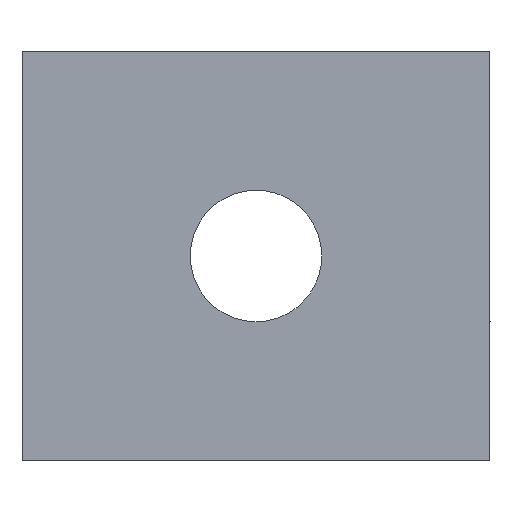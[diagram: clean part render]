
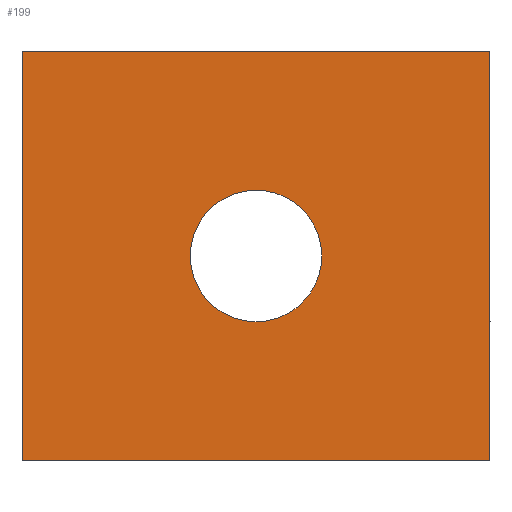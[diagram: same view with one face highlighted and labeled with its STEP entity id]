
A CAD part, left-side view. The second image highlights one B-rep face of the part: STEP entity #199.
In plain terms, the highlighted planar face has unit normal (-1, 0, 0).
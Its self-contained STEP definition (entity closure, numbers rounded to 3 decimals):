
#146=AXIS2_PLACEMENT_3D('Circle Axis2P3D',#144,#145,$) ;
#159=AXIS2_PLACEMENT_3D('Plane Axis2P3D',#156,#157,#158) ;
#61=CARTESIAN_POINT('Vertex',(0.,12.7,-3.569)) ;
#65=CARTESIAN_POINT('Control Point',(0.,12.7,-3.569)) ;
#66=CARTESIAN_POINT('Control Point',(0.,12.139,-3.569)) ;
#67=CARTESIAN_POINT('Control Point',(0.,11.579,-3.459)) ;
#68=CARTESIAN_POINT('Control Point',(0.,11.047,-3.238)) ;
#69=CARTESIAN_POINT('Control Point',(0.,10.099,-2.601)) ;
#70=CARTESIAN_POINT('Control Point',(0.,9.462,-1.653)) ;
#71=CARTESIAN_POINT('Control Point',(0.,9.241,-1.121)) ;
#72=CARTESIAN_POINT('Control Point',(0.,9.021,0.)) ;
#73=CARTESIAN_POINT('Control Point',(0.,9.241,1.121)) ;
#74=CARTESIAN_POINT('Control Point',(0.,9.462,1.653)) ;
#75=CARTESIAN_POINT('Control Point',(0.,10.099,2.601)) ;
#76=CARTESIAN_POINT('Control Point',(0.,11.047,3.238)) ;
#77=CARTESIAN_POINT('Control Point',(0.,11.579,3.459)) ;
#78=CARTESIAN_POINT('Control Point',(0.,12.139,3.569)) ;
#79=CARTESIAN_POINT('Control Point',(0.,12.7,3.569)) ;
#80=CARTESIAN_POINT('Vertex',(0.,12.7,3.569)) ;
#144=CARTESIAN_POINT('Axis2P3D Location',(0.,12.7,0.)) ;
#156=CARTESIAN_POINT('Axis2P3D Location',(0.,0.,11.113)) ;
#161=CARTESIAN_POINT('Line Origine',(0.,0.,0.)) ;
#165=CARTESIAN_POINT('Vertex',(0.,0.,11.113)) ;
#167=CARTESIAN_POINT('Vertex',(0.,0.,-11.112)) ;
#170=CARTESIAN_POINT('Line Origine',(0.,12.7,11.113)) ;
#174=CARTESIAN_POINT('Vertex',(0.,25.4,11.113)) ;
#177=CARTESIAN_POINT('Line Origine',(0.,25.4,0.)) ;
#181=CARTESIAN_POINT('Vertex',(0.,25.4,-11.112)) ;
#184=CARTESIAN_POINT('Line Origine',(0.,12.7,-11.112)) ;
#145=DIRECTION('Axis2P3D Direction',(-1.,0.,0.)) ;
#157=DIRECTION('Axis2P3D Direction',(1.,-0.,0.)) ;
#158=DIRECTION('Axis2P3D XDirection',(0.,0.,-1.)) ;
#162=DIRECTION('Vector Direction',(0.,0.,-1.)) ;
#171=DIRECTION('Vector Direction',(0.,-1.,0.)) ;
#178=DIRECTION('Vector Direction',(0.,0.,1.)) ;
#185=DIRECTION('Vector Direction',(0.,1.,0.)) ;
#163=VECTOR('Line Direction',#162,1.) ;
#172=VECTOR('Line Direction',#171,1.) ;
#179=VECTOR('Line Direction',#178,1.) ;
#186=VECTOR('Line Direction',#185,1.) ;
#190=ORIENTED_EDGE('',*,*,#169,.F.) ;
#191=ORIENTED_EDGE('',*,*,#176,.F.) ;
#192=ORIENTED_EDGE('',*,*,#183,.F.) ;
#193=ORIENTED_EDGE('',*,*,#188,.F.) ;
#196=ORIENTED_EDGE('',*,*,#148,.F.) ;
#197=ORIENTED_EDGE('',*,*,#82,.F.) ;
#198=FACE_BOUND('',#195,.T.) ;
#199=ADVANCED_FACE('Cut-Extrude2',(#194,#198),#160,.F.) ;
#64=B_SPLINE_CURVE_WITH_KNOTS('',5,(#65,#66,#67,#68,#69,#70,#71,#72,#73,#74,#75,#76,#77,#78,#79),.UNSPECIFIED.,.F.,.U.,(6,3,3,3,6),(-5.606,-2.803,0.,2.803,5.606),.UNSPECIFIED.) ;
#147=CIRCLE('generated circle',#146,3.569) ;
#82=EDGE_CURVE('',#62,#81,#64,.T.) ;
#148=EDGE_CURVE('',#81,#62,#147,.T.) ;
#169=EDGE_CURVE('',#166,#168,#164,.T.) ;
#176=EDGE_CURVE('',#175,#166,#173,.T.) ;
#183=EDGE_CURVE('',#182,#175,#180,.T.) ;
#188=EDGE_CURVE('',#168,#182,#187,.T.) ;
#189=EDGE_LOOP('',(#190,#191,#192,#193)) ;
#195=EDGE_LOOP('',(#196,#197)) ;
#194=FACE_OUTER_BOUND('',#189,.T.) ;
#164=LINE('Line',#161,#163) ;
#173=LINE('Line',#170,#172) ;
#180=LINE('Line',#177,#179) ;
#187=LINE('Line',#184,#186) ;
#160=PLANE('',#159) ;
#62=VERTEX_POINT('',#61) ;
#81=VERTEX_POINT('',#80) ;
#166=VERTEX_POINT('',#165) ;
#168=VERTEX_POINT('',#167) ;
#175=VERTEX_POINT('',#174) ;
#182=VERTEX_POINT('',#181) ;
